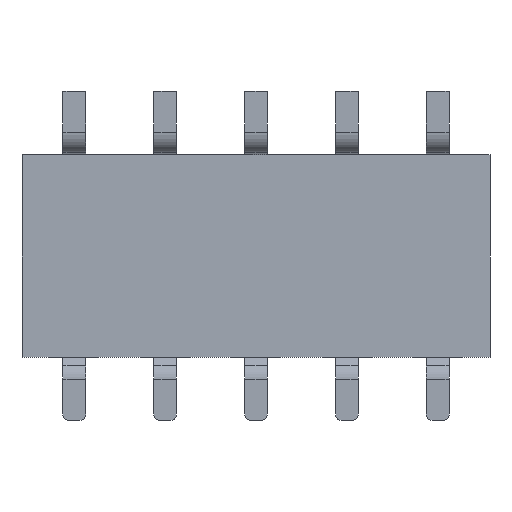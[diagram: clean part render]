
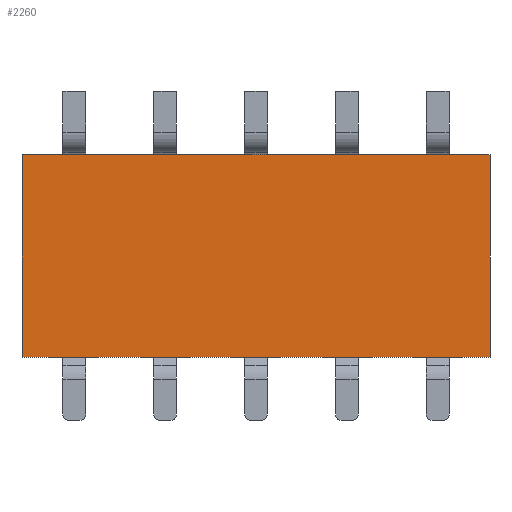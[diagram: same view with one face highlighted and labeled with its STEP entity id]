
A CAD part, left-side view. The second image highlights one B-rep face of the part: STEP entity #2260.
In plain terms, the highlighted planar face has unit normal (-1, 0, 0).
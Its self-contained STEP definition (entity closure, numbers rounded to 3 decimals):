
#35=CARTESIAN_POINT('',(-3.,-1.15,4.45));
#36=VERTEX_POINT('',#35);
#45=CARTESIAN_POINT('',(-3.,-1.15,0.));
#46=VERTEX_POINT('',#45);
#47=CARTESIAN_POINT('',(-3.,-1.15,4.45));
#48=DIRECTION('',(0.,0.,-1.));
#49=VECTOR('',#48,4.45);
#50=LINE('',#47,#49);
#51=EDGE_CURVE('',#36,#46,#50,.T.);
#77=CARTESIAN_POINT('',(-3.,9.15,4.45));
#78=VERTEX_POINT('',#77);
#93=CARTESIAN_POINT('',(-3.,9.15,0.));
#94=VERTEX_POINT('',#93);
#101=CARTESIAN_POINT('',(-3.,9.15,0.));
#102=DIRECTION('',(0.,0.,1.));
#103=VECTOR('',#102,4.45);
#104=LINE('',#101,#103);
#105=EDGE_CURVE('',#94,#78,#104,.T.);
#1924=CARTESIAN_POINT('',(-3.,-1.15,0.));
#1925=DIRECTION('',(0.,1.,0.));
#1926=VECTOR('',#1925,10.3);
#1927=LINE('',#1924,#1926);
#1928=EDGE_CURVE('',#46,#94,#1927,.T.);
#2244=CARTESIAN_POINT('',(-3.,4.,2.225));
#2245=DIRECTION('',(0.,1.,0.));
#2246=DIRECTION('',(-1.,0.,0.));
#2247=AXIS2_PLACEMENT_3D('',#2244,#2246,#2245);
#2248=PLANE('',#2247);
#2249=CARTESIAN_POINT('',(-3.,9.15,4.45));
#2250=DIRECTION('',(0.,-1.,0.));
#2251=VECTOR('',#2250,10.3);
#2252=LINE('',#2249,#2251);
#2253=EDGE_CURVE('',#78,#36,#2252,.T.);
#2254=ORIENTED_EDGE('',*,*,#2253,.F.);
#2255=ORIENTED_EDGE('',*,*,#105,.F.);
#2256=ORIENTED_EDGE('',*,*,#1928,.F.);
#2257=ORIENTED_EDGE('',*,*,#51,.F.);
#2258=EDGE_LOOP('',(#2254,#2255,#2256,#2257));
#2259=FACE_OUTER_BOUND('',#2258,.T.);
#2260=ADVANCED_FACE('',(#2259),#2248,.T.);
